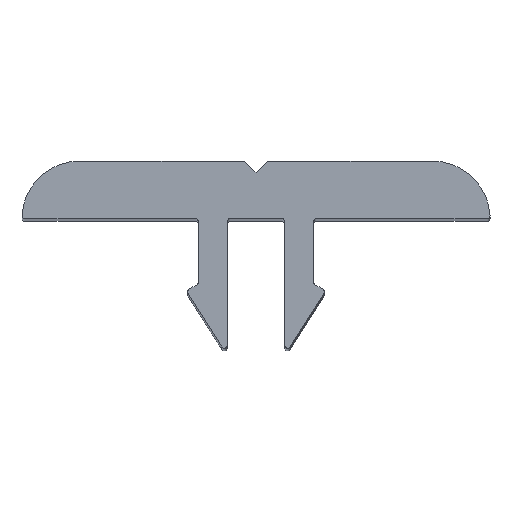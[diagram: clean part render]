
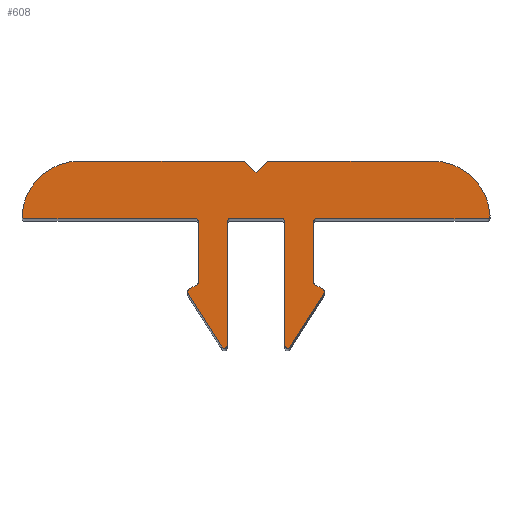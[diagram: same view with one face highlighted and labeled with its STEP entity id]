
A CAD part, top view. The second image highlights one B-rep face of the part: STEP entity #608.
In plain terms, the highlighted planar face has unit normal (0, 0, 1).
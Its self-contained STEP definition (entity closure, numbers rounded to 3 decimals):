
#36=PLANE('',#680);
#40=LINE('',#877,#99);
#44=LINE('',#889,#103);
#48=LINE('',#901,#107);
#52=LINE('',#913,#111);
#56=LINE('',#925,#115);
#60=LINE('',#937,#119);
#64=LINE('',#949,#123);
#68=LINE('',#961,#127);
#72=LINE('',#973,#131);
#76=LINE('',#985,#135);
#80=LINE('',#997,#139);
#85=LINE('',#1015,#144);
#88=LINE('',#1021,#147);
#91=LINE('',#1027,#150);
#94=LINE('',#1033,#153);
#99=VECTOR('',#700,1000.);
#103=VECTOR('',#712,1000.);
#107=VECTOR('',#724,1000.);
#111=VECTOR('',#736,1000.);
#115=VECTOR('',#748,1000.);
#119=VECTOR('',#760,1000.);
#123=VECTOR('',#772,1000.);
#127=VECTOR('',#784,1000.);
#131=VECTOR('',#796,1000.);
#135=VECTOR('',#808,1000.);
#139=VECTOR('',#820,1000.);
#144=VECTOR('',#839,1000.);
#147=VECTOR('',#844,1000.);
#150=VECTOR('',#849,1000.);
#153=VECTOR('',#854,1000.);
#300=ORIENTED_EDGE('',*,*,#329,.T.);
#301=ORIENTED_EDGE('',*,*,#333,.T.);
#302=ORIENTED_EDGE('',*,*,#336,.T.);
#303=ORIENTED_EDGE('',*,*,#339,.F.);
#304=ORIENTED_EDGE('',*,*,#342,.T.);
#305=ORIENTED_EDGE('',*,*,#345,.F.);
#306=ORIENTED_EDGE('',*,*,#348,.T.);
#307=ORIENTED_EDGE('',*,*,#351,.T.);
#308=ORIENTED_EDGE('',*,*,#354,.T.);
#309=ORIENTED_EDGE('',*,*,#357,.T.);
#310=ORIENTED_EDGE('',*,*,#360,.T.);
#311=ORIENTED_EDGE('',*,*,#363,.F.);
#312=ORIENTED_EDGE('',*,*,#366,.T.);
#313=ORIENTED_EDGE('',*,*,#369,.F.);
#314=ORIENTED_EDGE('',*,*,#372,.T.);
#315=ORIENTED_EDGE('',*,*,#375,.T.);
#316=ORIENTED_EDGE('',*,*,#378,.T.);
#317=ORIENTED_EDGE('',*,*,#381,.T.);
#318=ORIENTED_EDGE('',*,*,#384,.T.);
#319=ORIENTED_EDGE('',*,*,#387,.F.);
#320=ORIENTED_EDGE('',*,*,#390,.T.);
#321=ORIENTED_EDGE('',*,*,#393,.F.);
#322=ORIENTED_EDGE('',*,*,#396,.T.);
#323=ORIENTED_EDGE('',*,*,#399,.T.);
#324=ORIENTED_EDGE('',*,*,#402,.T.);
#325=ORIENTED_EDGE('',*,*,#405,.T.);
#326=ORIENTED_EDGE('',*,*,#408,.T.);
#327=ORIENTED_EDGE('',*,*,#411,.T.);
#328=ORIENTED_EDGE('',*,*,#414,.T.);
#329=EDGE_CURVE('',#416,#417,#474,.T.);
#333=EDGE_CURVE('',#417,#420,#476,.T.);
#336=EDGE_CURVE('',#420,#422,#40,.T.);
#339=EDGE_CURVE('',#424,#422,#478,.T.);
#342=EDGE_CURVE('',#424,#426,#44,.T.);
#345=EDGE_CURVE('',#428,#426,#480,.T.);
#348=EDGE_CURVE('',#428,#430,#48,.T.);
#351=EDGE_CURVE('',#430,#432,#482,.T.);
#354=EDGE_CURVE('',#432,#434,#52,.T.);
#357=EDGE_CURVE('',#434,#436,#484,.T.);
#360=EDGE_CURVE('',#436,#438,#56,.T.);
#363=EDGE_CURVE('',#440,#438,#486,.T.);
#366=EDGE_CURVE('',#440,#442,#60,.T.);
#369=EDGE_CURVE('',#444,#442,#488,.T.);
#372=EDGE_CURVE('',#444,#446,#64,.T.);
#375=EDGE_CURVE('',#446,#448,#490,.T.);
#378=EDGE_CURVE('',#448,#450,#68,.T.);
#381=EDGE_CURVE('',#450,#452,#492,.T.);
#384=EDGE_CURVE('',#452,#454,#72,.T.);
#387=EDGE_CURVE('',#456,#454,#494,.T.);
#390=EDGE_CURVE('',#456,#458,#76,.T.);
#393=EDGE_CURVE('',#460,#458,#496,.T.);
#396=EDGE_CURVE('',#460,#462,#80,.T.);
#399=EDGE_CURVE('',#462,#464,#498,.T.);
#402=EDGE_CURVE('',#464,#466,#500,.T.);
#405=EDGE_CURVE('',#466,#468,#85,.T.);
#408=EDGE_CURVE('',#468,#470,#88,.T.);
#411=EDGE_CURVE('',#470,#472,#91,.T.);
#414=EDGE_CURVE('',#472,#416,#94,.T.);
#416=VERTEX_POINT('',#863);
#417=VERTEX_POINT('',#864);
#420=VERTEX_POINT('',#872);
#422=VERTEX_POINT('',#878);
#424=VERTEX_POINT('',#884);
#426=VERTEX_POINT('',#890);
#428=VERTEX_POINT('',#896);
#430=VERTEX_POINT('',#902);
#432=VERTEX_POINT('',#908);
#434=VERTEX_POINT('',#914);
#436=VERTEX_POINT('',#920);
#438=VERTEX_POINT('',#926);
#440=VERTEX_POINT('',#932);
#442=VERTEX_POINT('',#938);
#444=VERTEX_POINT('',#944);
#446=VERTEX_POINT('',#950);
#448=VERTEX_POINT('',#956);
#450=VERTEX_POINT('',#962);
#452=VERTEX_POINT('',#968);
#454=VERTEX_POINT('',#974);
#456=VERTEX_POINT('',#980);
#458=VERTEX_POINT('',#986);
#460=VERTEX_POINT('',#992);
#462=VERTEX_POINT('',#998);
#464=VERTEX_POINT('',#1004);
#466=VERTEX_POINT('',#1010);
#468=VERTEX_POINT('',#1016);
#470=VERTEX_POINT('',#1022);
#472=VERTEX_POINT('',#1028);
#474=CIRCLE('',#623,4.);
#476=CIRCLE('',#626,0.2);
#478=CIRCLE('',#630,0.2);
#480=CIRCLE('',#634,0.2);
#482=CIRCLE('',#638,0.2);
#484=CIRCLE('',#642,0.2);
#486=CIRCLE('',#646,0.2);
#488=CIRCLE('',#650,0.2);
#490=CIRCLE('',#654,0.2);
#492=CIRCLE('',#658,0.2);
#494=CIRCLE('',#662,0.2);
#496=CIRCLE('',#666,0.2);
#498=CIRCLE('',#670,0.2);
#500=CIRCLE('',#673,4.);
#532=EDGE_LOOP('',(#300,#301,#302,#303,#304,#305,#306,#307,#308,#309,#310,
#311,#312,#313,#314,#315,#316,#317,#318,#319,#320,#321,#322,#323,#324,#325,
#326,#327,#328));
#563=FACE_BOUND('',#532,.T.);
#608=ADVANCED_FACE('',(#563),#36,.T.);
#623=AXIS2_PLACEMENT_3D('',#862,#685,#686);
#626=AXIS2_PLACEMENT_3D('',#871,#693,#694);
#630=AXIS2_PLACEMENT_3D('',#883,#705,#706);
#634=AXIS2_PLACEMENT_3D('',#895,#717,#718);
#638=AXIS2_PLACEMENT_3D('',#907,#729,#730);
#642=AXIS2_PLACEMENT_3D('',#919,#741,#742);
#646=AXIS2_PLACEMENT_3D('',#931,#753,#754);
#650=AXIS2_PLACEMENT_3D('',#943,#765,#766);
#654=AXIS2_PLACEMENT_3D('',#955,#777,#778);
#658=AXIS2_PLACEMENT_3D('',#967,#789,#790);
#662=AXIS2_PLACEMENT_3D('',#979,#801,#802);
#666=AXIS2_PLACEMENT_3D('',#991,#813,#814);
#670=AXIS2_PLACEMENT_3D('',#1003,#825,#826);
#673=AXIS2_PLACEMENT_3D('',#1009,#832,#833);
#680=AXIS2_PLACEMENT_3D('',#1036,#858,#859);
#685=DIRECTION('',(0.,0.,1.));
#686=DIRECTION('',(1.,0.,0.));
#693=DIRECTION('',(0.,0.,1.));
#694=DIRECTION('',(1.,0.,0.));
#700=DIRECTION('',(1.,0.,0.));
#705=DIRECTION('',(0.,0.,1.));
#706=DIRECTION('',(1.,0.,0.));
#712=DIRECTION('',(0.,-1.,0.));
#717=DIRECTION('',(0.,0.,1.));
#718=DIRECTION('',(1.,0.,0.));
#724=DIRECTION('',(-0.845,-0.534,0.));
#729=DIRECTION('',(0.,0.,1.));
#730=DIRECTION('',(1.,0.,0.));
#736=DIRECTION('',(0.535,-0.845,0.));
#741=DIRECTION('',(0.,0.,1.));
#742=DIRECTION('',(1.,0.,0.));
#748=DIRECTION('',(0.,1.,0.));
#753=DIRECTION('',(0.,0.,1.));
#754=DIRECTION('',(1.,0.,0.));
#760=DIRECTION('',(1.,0.,0.));
#765=DIRECTION('',(0.,0.,1.));
#766=DIRECTION('',(1.,0.,0.));
#772=DIRECTION('',(0.,-1.,0.));
#777=DIRECTION('',(0.,0.,1.));
#778=DIRECTION('',(1.,0.,0.));
#784=DIRECTION('',(0.535,0.845,0.));
#789=DIRECTION('',(0.,0.,1.));
#790=DIRECTION('',(1.,0.,0.));
#796=DIRECTION('',(-0.845,0.534,0.));
#801=DIRECTION('',(0.,0.,1.));
#802=DIRECTION('',(1.,0.,0.));
#808=DIRECTION('',(0.,1.,0.));
#813=DIRECTION('',(0.,0.,1.));
#814=DIRECTION('',(1.,0.,0.));
#820=DIRECTION('',(1.,0.,0.));
#825=DIRECTION('',(0.,0.,1.));
#826=DIRECTION('',(1.,0.,0.));
#832=DIRECTION('',(0.,0.,1.));
#833=DIRECTION('',(1.,0.,0.));
#839=DIRECTION('',(-1.,0.,0.));
#844=DIRECTION('',(-0.707,-0.707,0.));
#849=DIRECTION('',(-0.707,0.707,0.));
#854=DIRECTION('',(-1.,0.,0.));
#858=DIRECTION('',(0.,0.,1.));
#859=DIRECTION('',(1.,0.,0.));
#862=CARTESIAN_POINT('',(-12.255,-4.,0.));
#863=CARTESIAN_POINT('',(-12.255,0.,0.));
#864=CARTESIAN_POINT('',(-16.25,-3.792,0.));
#871=CARTESIAN_POINT('',(-16.05,-3.8,0.));
#872=CARTESIAN_POINT('',(-16.05,-4.,0.));
#877=CARTESIAN_POINT('',(-16.05,-4.,0.));
#878=CARTESIAN_POINT('',(-4.2,-4.,0.));
#883=CARTESIAN_POINT('',(-4.2,-4.2,0.));
#884=CARTESIAN_POINT('',(-4.,-4.2,0.));
#889=CARTESIAN_POINT('',(-4.,-4.2,0.));
#890=CARTESIAN_POINT('',(-4.,-8.39,0.));
#895=CARTESIAN_POINT('',(-4.2,-8.39,0.));
#896=CARTESIAN_POINT('',(-4.093,-8.559,0.));
#901=CARTESIAN_POINT('',(-4.093,-8.559,0.));
#902=CARTESIAN_POINT('',(-4.657,-8.915,0.));
#907=CARTESIAN_POINT('',(-4.55,-9.085,0.));
#908=CARTESIAN_POINT('',(-4.719,-9.191,0.));
#913=CARTESIAN_POINT('',(-4.719,-9.191,0.));
#914=CARTESIAN_POINT('',(-2.369,-12.907,0.));
#919=CARTESIAN_POINT('',(-2.2,-12.8,0.));
#920=CARTESIAN_POINT('',(-2.,-12.8,0.));
#925=CARTESIAN_POINT('',(-2.,-12.8,0.));
#926=CARTESIAN_POINT('',(-2.,-4.2,0.));
#931=CARTESIAN_POINT('',(-1.8,-4.2,0.));
#932=CARTESIAN_POINT('',(-1.8,-4.,0.));
#937=CARTESIAN_POINT('',(-1.8,-4.,0.));
#938=CARTESIAN_POINT('',(1.8,-4.,0.));
#943=CARTESIAN_POINT('',(1.8,-4.2,0.));
#944=CARTESIAN_POINT('',(2.,-4.2,0.));
#949=CARTESIAN_POINT('',(2.,-4.2,0.));
#950=CARTESIAN_POINT('',(2.,-12.8,0.));
#955=CARTESIAN_POINT('',(2.2,-12.8,0.));
#956=CARTESIAN_POINT('',(2.369,-12.907,0.));
#961=CARTESIAN_POINT('',(2.369,-12.907,0.));
#962=CARTESIAN_POINT('',(4.719,-9.191,0.));
#967=CARTESIAN_POINT('',(4.55,-9.085,0.));
#968=CARTESIAN_POINT('',(4.657,-8.915,0.));
#973=CARTESIAN_POINT('',(4.657,-8.915,0.));
#974=CARTESIAN_POINT('',(4.093,-8.559,0.));
#979=CARTESIAN_POINT('',(4.2,-8.39,0.));
#980=CARTESIAN_POINT('',(4.,-8.39,0.));
#985=CARTESIAN_POINT('',(4.,-8.39,0.));
#986=CARTESIAN_POINT('',(4.,-4.2,0.));
#991=CARTESIAN_POINT('',(4.2,-4.2,0.));
#992=CARTESIAN_POINT('',(4.2,-4.,0.));
#997=CARTESIAN_POINT('',(4.2,-4.,0.));
#998=CARTESIAN_POINT('',(16.05,-4.,0.));
#1003=CARTESIAN_POINT('',(16.05,-3.8,0.));
#1004=CARTESIAN_POINT('',(16.25,-3.792,0.));
#1009=CARTESIAN_POINT('',(12.255,-4.,0.));
#1010=CARTESIAN_POINT('',(12.255,0.,0.));
#1015=CARTESIAN_POINT('',(12.255,0.,0.));
#1016=CARTESIAN_POINT('',(0.8,0.,0.));
#1021=CARTESIAN_POINT('',(0.8,0.,0.));
#1022=CARTESIAN_POINT('',(0.,-0.8,0.));
#1027=CARTESIAN_POINT('',(0.,-0.8,0.));
#1028=CARTESIAN_POINT('',(-0.8,0.,0.));
#1033=CARTESIAN_POINT('',(-0.8,0.,0.));
#1036=CARTESIAN_POINT('',(-12.255,-4.,0.));
